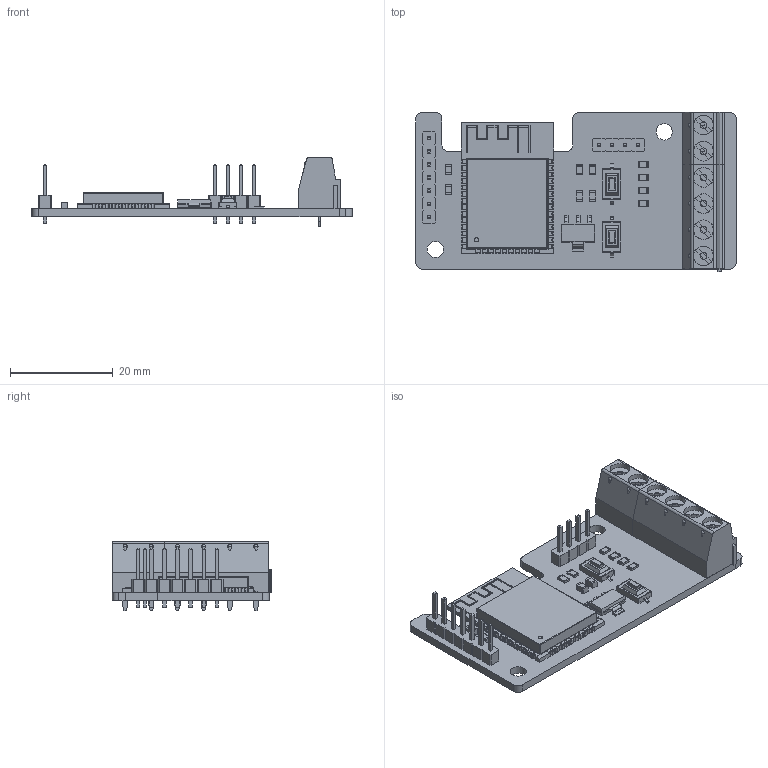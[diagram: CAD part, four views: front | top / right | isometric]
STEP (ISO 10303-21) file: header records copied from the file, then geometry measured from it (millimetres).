
FILE_DESCRIPTION(/* description */ (''),/* implementation_level */ '2;1');
FILE_NAME(/* name */ 'WLED_ESP32_Controller.step',/* time_stamp */ '2022-02-12T13:21:36+01:00',/* author */ (''),/* organization */ (''),/* preprocessor_version */ 'ST-DEVELOPER v18.1',/* originating_system */ 'Autodesk Translation Framework v10.13.0.1454',/* authorisation */ '');
FILE_SCHEMA (('AUTOMOTIVE_DESIGN { 1 0 10303 214 3 1 1 }'));
Length unit declared in the file: millimetre
Products named in the file (20): WLED_ESP32_Controller; ESP32-WROOM-32; SOLID; PinHeader_1x07_P2.54mm_Vertical; SOLID (1); PinHeader_1x04_P2.54mm_Vertical; SOLID (2); SW_SPST_CK_RS282G05A3; SOLID (4); C_0805_2012Metric; SOLID (5); R_0805_2012Metric; SOLID (3); SOT-223; SOLID (6); COMPOUND; PhoenixContact_MKDSN-1.5-4-5.08; mkdsn_1.5-4-5.08; PhoenixContact_MKDSN-1.5-2-5.08; mkdsn_1.5-2-5.08
Assembly tree (28 placements, depth 3):
  WLED_ESP32_Controller
    ESP32-WROOM-32
      SOLID
    PinHeader_1x07_P2.54mm_Vertical
      SOLID (1)
    PinHeader_1x04_P2.54mm_Vertical
      SOLID (2)
    R_0805_2012Metric  x6
      SOLID (3)
    SW_SPST_CK_RS282G05A3  x2
      SOLID (4)
    C_0805_2012Metric  x4
      SOLID (5)
    SOT-223
      SOLID (6)
    COMPOUND
    PhoenixContact_MKDSN-1.5-4-5.08
      mkdsn_1.5-4-5.08
    PhoenixContact_MKDSN-1.5-2-5.08
      mkdsn_1.5-2-5.08
Bounding box: 62.23 x 31.05 x 13.5 mm (x, y, z)
Volume: 5955.2 mm3; surface area: 7703.1 mm2
Topology: 19 solids, 20 shells, 1957 faces, 4838 edges, 3014 vertices
Faces by surface type: plane 1671, cylinder 270, sphere 10, cone 6
Full cylindrical faces by diameter (mm): 0.457 x2, 0.8 x2, 1 x11, 1.3 x6, 1.52 x6, 3.2 x2, 3.8 x6, 3.83 x6
Entity records: 49119 total; most frequent: CARTESIAN_POINT 8158, ORIENTED_EDGE 7996, DIRECTION 7914, EDGE_CURVE 3998, LINE 3434, VECTOR 3434, VERTEX_POINT 2466, AXIS2_PLACEMENT_3D 2240
